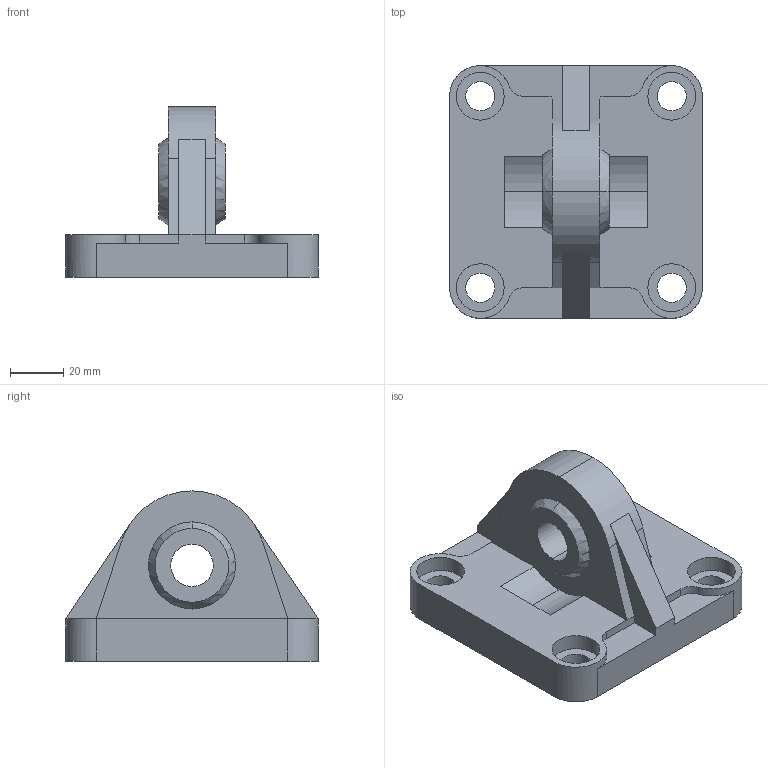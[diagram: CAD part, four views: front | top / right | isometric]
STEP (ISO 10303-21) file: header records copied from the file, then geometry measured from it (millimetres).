
FILE_DESCRIPTION(('STEP AP214'),'1');
FILE_NAME('chape_ng080.stp','2017-05-17T15:56:25',('TraceParts'),('TraceParts S.A.'),'Spatial InterOp 3D',' ',' ');
FILE_SCHEMA(('automotive_design'));
Length unit declared in the file: millimetre
Products named in the file (2): chape_ng080_1; chape_ng080_2
Bounding box: 95 x 95 x 64 mm (x, y, z)
Volume: 168656.1 mm3; surface area: 39031.9 mm2
Topology: 2 solids, 2 shells, 74 faces, 203 edges, 130 vertices
Faces by surface type: plane 36, cylinder 34, sphere 4
Entity records: 2385 total; most frequent: DIRECTION 439, CARTESIAN_POINT 401, ORIENTED_EDGE 390, EDGE_CURVE 195, AXIS2_PLACEMENT_3D 168, VERTEX_POINT 130, LINE 103, VECTOR 103
